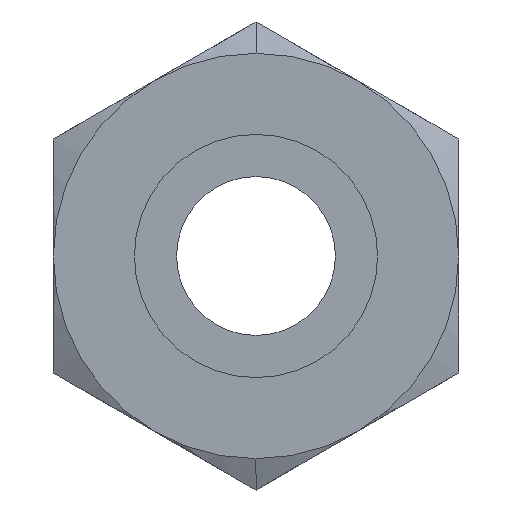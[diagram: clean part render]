
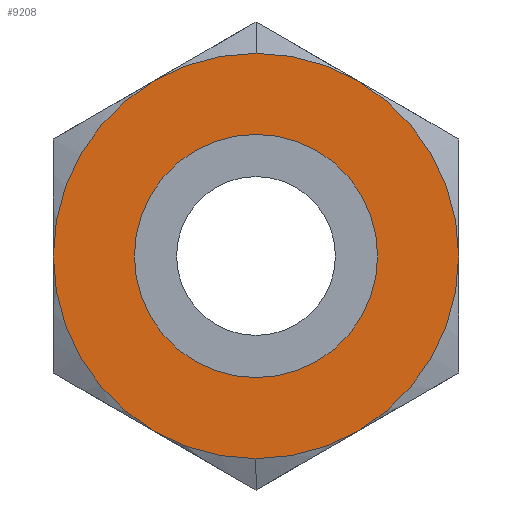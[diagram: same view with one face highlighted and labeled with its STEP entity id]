
A CAD part, left-side view. The second image highlights one B-rep face of the part: STEP entity #9208.
In plain terms, the highlighted planar face has unit normal (-1, 0, 0).
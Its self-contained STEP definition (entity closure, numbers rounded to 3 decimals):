
#389 = CARTESIAN_POINT ( 'NONE',  ( 0., 0., 12.5 ) ) ;
#597 = DIRECTION ( 'NONE',  ( 0., 0., -1. ) ) ;
#600 = DIRECTION ( 'NONE',  ( 0., 0., 1. ) ) ;
#692 = PLANE ( 'NONE',  #7974 ) ;
#833 = DIRECTION ( 'NONE',  ( 1., 0., 0. ) ) ;
#1454 = DIRECTION ( 'NONE',  ( 1., 0., 0. ) ) ;
#1543 = CARTESIAN_POINT ( 'NONE',  ( 0., 0., 6.25 ) ) ;
#1548 = AXIS2_PLACEMENT_3D ( 'NONE', #8490, #2751, #4456 ) ;
#1632 = DIRECTION ( 'NONE',  ( 0., 0., -1. ) ) ;
#1670 = CARTESIAN_POINT ( 'NONE',  ( 0., 0., 7.5 ) ) ;
#1763 = VERTEX_POINT ( 'NONE', #1670 ) ;
#1894 = CIRCLE ( 'NONE', #9225, 12.5 ) ;
#2188 = DIRECTION ( 'NONE',  ( 1., 0., 0. ) ) ;
#2287 = FACE_BOUND ( 'NONE', #7307, .T. ) ;
#2388 = DIRECTION ( 'NONE',  ( 0., 0., 1. ) ) ;
#2675 = AXIS2_PLACEMENT_3D ( 'NONE', #2835, #1454, #600 ) ;
#2751 = DIRECTION ( 'NONE',  ( 1., 0., 0. ) ) ;
#2808 = VERTEX_POINT ( 'NONE', #389 ) ;
#2835 = CARTESIAN_POINT ( 'NONE',  ( 0., 0., 0. ) ) ;
#4456 = DIRECTION ( 'NONE',  ( 0., 0., 1. ) ) ;
#4583 = CARTESIAN_POINT ( 'NONE',  ( 0., 0., -7.5 ) ) ;
#4848 = ORIENTED_EDGE ( 'NONE', *, *, #7911, .T. ) ;
#5185 = VERTEX_POINT ( 'NONE', #8361 ) ;
#5743 = EDGE_CURVE ( 'NONE', #5185, #2808, #1894, .T. ) ;
#5919 = CIRCLE ( 'NONE', #2675, 7.5 ) ;
#5943 = EDGE_CURVE ( 'NONE', #2808, #5185, #5983, .T. ) ;
#5983 = CIRCLE ( 'NONE', #1548, 12.5 ) ;
#6097 = AXIS2_PLACEMENT_3D ( 'NONE', #7072, #2188, #597 ) ;
#7072 = CARTESIAN_POINT ( 'NONE',  ( 0., 0., 0. ) ) ;
#7307 = EDGE_LOOP ( 'NONE', ( #8267, #4848 ) ) ;
#7544 = EDGE_CURVE ( 'NONE', #9923, #1763, #10199, .T. ) ;
#7911 = EDGE_CURVE ( 'NONE', #1763, #9923, #5919, .T. ) ;
#7974 = AXIS2_PLACEMENT_3D ( 'NONE', #1543, #9617, #2388 ) ;
#8267 = ORIENTED_EDGE ( 'NONE', *, *, #7544, .T. ) ;
#8361 = CARTESIAN_POINT ( 'NONE',  ( 0., 0., -12.5 ) ) ;
#8490 = CARTESIAN_POINT ( 'NONE',  ( 0., 0., 0. ) ) ;
#8803 = CARTESIAN_POINT ( 'NONE',  ( 0., 0., 0. ) ) ;
#9208 = ADVANCED_FACE ( 'NONE', ( #2287, #10512 ), #692, .T. ) ;
#9225 = AXIS2_PLACEMENT_3D ( 'NONE', #8803, #833, #1632 ) ;
#9378 = ORIENTED_EDGE ( 'NONE', *, *, #5943, .F. ) ;
#9380 = EDGE_LOOP ( 'NONE', ( #9378, #9986 ) ) ;
#9617 = DIRECTION ( 'NONE',  ( -1., 0., 0. ) ) ;
#9923 = VERTEX_POINT ( 'NONE', #4583 ) ;
#9986 = ORIENTED_EDGE ( 'NONE', *, *, #5743, .F. ) ;
#10199 = CIRCLE ( 'NONE', #6097, 7.5 ) ;
#10512 = FACE_OUTER_BOUND ( 'NONE', #9380, .T. ) ;
